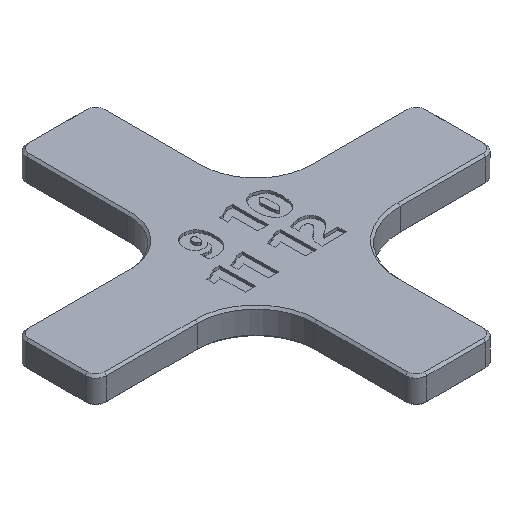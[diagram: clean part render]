
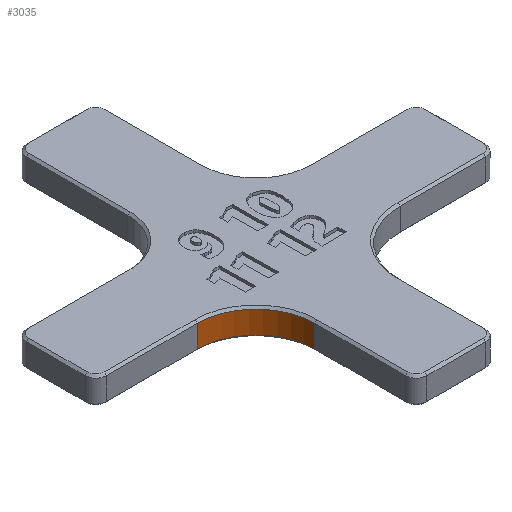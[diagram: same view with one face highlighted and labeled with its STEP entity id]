
A CAD part, isometric view. The second image highlights one B-rep face of the part: STEP entity #3035.
In plain terms, the highlighted cylindrical face has radius 11 mm (diameter 22 mm), a partial arc.
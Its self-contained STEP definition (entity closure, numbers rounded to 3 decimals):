
#242=CYLINDRICAL_SURFACE('',#3277,11.);
#385=FACE_OUTER_BOUND('',#565,.T.);
#565=EDGE_LOOP('',(#2308,#2309,#2310,#2311));
#698=CIRCLE('',#3182,11.);
#719=CIRCLE('',#3233,11.);
#849=LINE('',#4233,#1120);
#850=LINE('',#4235,#1121);
#1120=VECTOR('',#3662,10.);
#1121=VECTOR('',#3665,10.);
#1296=VERTEX_POINT('',#3960);
#1298=VERTEX_POINT('',#3966);
#1340=VERTEX_POINT('',#4108);
#1344=VERTEX_POINT('',#4117);
#1596=EDGE_CURVE('',#1298,#1296,#698,.T.);
#1670=EDGE_CURVE('',#1340,#1344,#719,.T.);
#1729=EDGE_CURVE('',#1344,#1298,#849,.T.);
#1730=EDGE_CURVE('',#1340,#1296,#850,.T.);
#2308=ORIENTED_EDGE('',*,*,#1596,.F.);
#2309=ORIENTED_EDGE('',*,*,#1729,.F.);
#2310=ORIENTED_EDGE('',*,*,#1670,.F.);
#2311=ORIENTED_EDGE('',*,*,#1730,.T.);
#3035=ADVANCED_FACE('',(#385),#242,.F.);
#3182=AXIS2_PLACEMENT_3D('',#3968,#3378,#3379);
#3233=AXIS2_PLACEMENT_3D('',#4118,#3533,#3534);
#3277=AXIS2_PLACEMENT_3D('',#4234,#3663,#3664);
#3378=DIRECTION('center_axis',(0.,0.,1.));
#3379=DIRECTION('ref_axis',(1.,0.,0.));
#3533=DIRECTION('center_axis',(0.,0.,-1.));
#3534=DIRECTION('ref_axis',(1.,0.,0.));
#3662=DIRECTION('',(0.,0.,-1.));
#3663=DIRECTION('center_axis',(0.,0.,-1.));
#3664=DIRECTION('ref_axis',(1.,0.,0.));
#3665=DIRECTION('',(0.,0.,-1.));
#3960=CARTESIAN_POINT('',(99.,30.,-4.6));
#3966=CARTESIAN_POINT('',(110.,19.,-4.6));
#3968=CARTESIAN_POINT('Origin',(99.,19.,-4.6));
#4108=CARTESIAN_POINT('',(99.,30.,-0.4));
#4117=CARTESIAN_POINT('',(110.,19.,-0.4));
#4118=CARTESIAN_POINT('Origin',(99.,19.,-0.4));
#4233=CARTESIAN_POINT('',(110.,19.,0.));
#4234=CARTESIAN_POINT('Origin',(99.,19.,0.));
#4235=CARTESIAN_POINT('',(99.,30.,0.));
